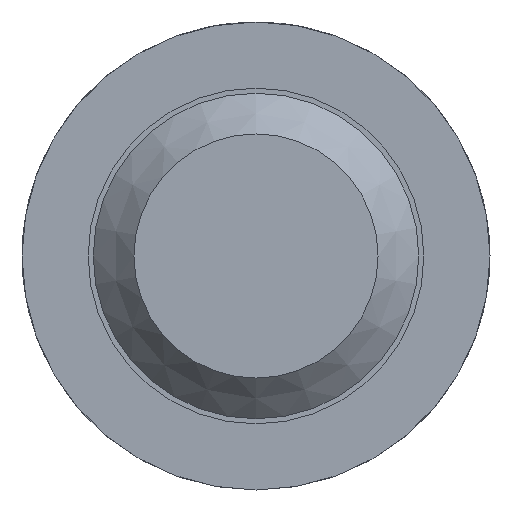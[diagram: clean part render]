
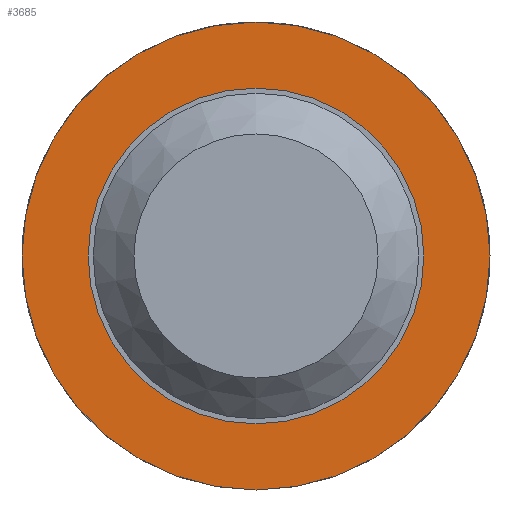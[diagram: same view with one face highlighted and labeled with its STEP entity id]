
A CAD part, front view. The second image highlights one B-rep face of the part: STEP entity #3685.
In plain terms, the highlighted planar face has unit normal (0, -1, 0).
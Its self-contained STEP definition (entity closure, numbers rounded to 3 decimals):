
#387 = CIRCLE ( 'NONE', #690, 1.15 ) ;
#474 = ORIENTED_EDGE ( 'NONE', *, *, #893, .F. ) ;
#548 = FACE_OUTER_BOUND ( 'NONE', #821, .T. ) ;
#653 = CIRCLE ( 'NONE', #1817, 0.825 ) ;
#690 = AXIS2_PLACEMENT_3D ( 'NONE', #1165, #2927, #2953 ) ;
#718 = VERTEX_POINT ( 'NONE', #1419 ) ;
#821 = EDGE_LOOP ( 'NONE', ( #474 ) ) ;
#893 = EDGE_CURVE ( 'NONE', #2138, #2138, #387, .T. ) ;
#1133 = CARTESIAN_POINT ( 'NONE',  ( 0., -1.5, 1.15 ) ) ;
#1165 = CARTESIAN_POINT ( 'NONE',  ( 0., -1.5, 0. ) ) ;
#1312 = DIRECTION ( 'NONE',  ( 0., 0., 1. ) ) ;
#1341 = DIRECTION ( 'NONE',  ( 0., 0., 1. ) ) ;
#1419 = CARTESIAN_POINT ( 'NONE',  ( 0., -1.5, 0.825 ) ) ;
#1491 = EDGE_LOOP ( 'NONE', ( #3280 ) ) ;
#1817 = AXIS2_PLACEMENT_3D ( 'NONE', #3709, #3081, #1341 ) ;
#2097 = FACE_BOUND ( 'NONE', #1491, .T. ) ;
#2102 = AXIS2_PLACEMENT_3D ( 'NONE', #2460, #2767, #1312 ) ;
#2138 = VERTEX_POINT ( 'NONE', #1133 ) ;
#2460 = CARTESIAN_POINT ( 'NONE',  ( 0.825, -1.5, 0. ) ) ;
#2519 = EDGE_CURVE ( 'NONE', #718, #718, #653, .T. ) ;
#2767 = DIRECTION ( 'NONE',  ( 0., 1., 0. ) ) ;
#2927 = DIRECTION ( 'NONE',  ( 0., 1., 0. ) ) ;
#2953 = DIRECTION ( 'NONE',  ( 0., 0., 1. ) ) ;
#3081 = DIRECTION ( 'NONE',  ( 0., 1., 0. ) ) ;
#3280 = ORIENTED_EDGE ( 'NONE', *, *, #2519, .T. ) ;
#3628 = PLANE ( 'NONE',  #2102 ) ;
#3685 = ADVANCED_FACE ( 'Defeature ausgef�hrt1_45', ( #548, #2097 ), #3628, .F. ) ;
#3709 = CARTESIAN_POINT ( 'NONE',  ( 0., -1.5, 0. ) ) ;
